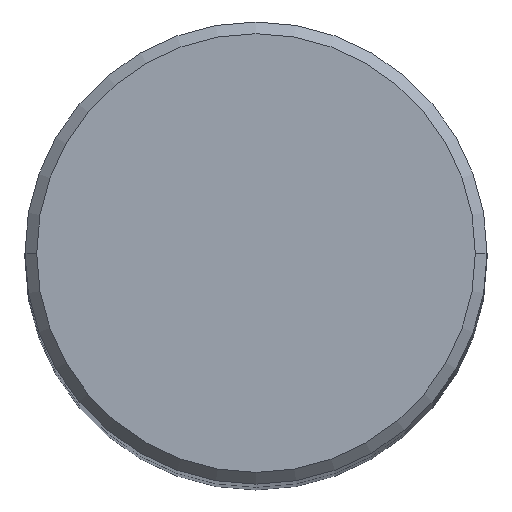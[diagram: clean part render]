
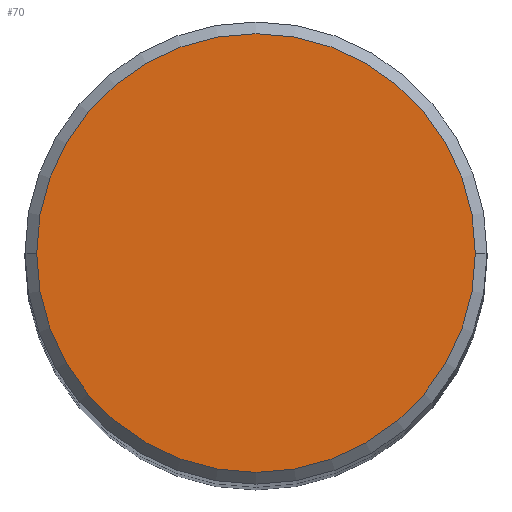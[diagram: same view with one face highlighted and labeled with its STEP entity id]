
A CAD part, top view. The second image highlights one B-rep face of the part: STEP entity #70.
In plain terms, the highlighted planar face has unit normal (0, 0, 1).
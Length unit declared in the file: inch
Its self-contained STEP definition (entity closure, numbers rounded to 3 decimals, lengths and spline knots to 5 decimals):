
#2 = AXIS2_PLACEMENT_3D ( 'NONE', #68, #172, #134 ) ;
#17 = CIRCLE ( 'NONE', #2, 0.3737 ) ;
#29 = FACE_OUTER_BOUND ( 'NONE', #404, .T. ) ;
#36 = CIRCLE ( 'NONE', #370, 0.3737 ) ;
#37 = CARTESIAN_POINT ( 'NONE',  ( 0., 0., 0. ) ) ;
#55 = ORIENTED_EDGE ( 'NONE', *, *, #181, .T. ) ;
#68 = CARTESIAN_POINT ( 'NONE',  ( 0., 0., 0. ) ) ;
#70 = ADVANCED_FACE ( 'NONE', ( #29 ), #333, .F. ) ;
#75 = DIRECTION ( 'NONE',  ( 0., 0., 1. ) ) ;
#134 = DIRECTION ( 'NONE',  ( 1., 0., 0. ) ) ;
#139 = CARTESIAN_POINT ( 'NONE',  ( 0., 0.3737, 0. ) ) ;
#166 = CARTESIAN_POINT ( 'NONE',  ( 0.3737, 0., 0. ) ) ;
#172 = DIRECTION ( 'NONE',  ( 0., 0., 1. ) ) ;
#181 = EDGE_CURVE ( 'NONE', #379, #288, #36, .T. ) ;
#206 = DIRECTION ( 'NONE',  ( 1., 0., 0. ) ) ;
#230 = DIRECTION ( 'NONE',  ( -1., 0., 0. ) ) ;
#231 = CARTESIAN_POINT ( 'NONE',  ( -0.3737, 0., 0. ) ) ;
#252 = ORIENTED_EDGE ( 'NONE', *, *, #409, .T. ) ;
#288 = VERTEX_POINT ( 'NONE', #166 ) ;
#301 = DIRECTION ( 'NONE',  ( 0., 0., -1. ) ) ;
#333 = PLANE ( 'NONE',  #348 ) ;
#348 = AXIS2_PLACEMENT_3D ( 'NONE', #139, #301, #230 ) ;
#370 = AXIS2_PLACEMENT_3D ( 'NONE', #37, #75, #206 ) ;
#379 = VERTEX_POINT ( 'NONE', #231 ) ;
#404 = EDGE_LOOP ( 'NONE', ( #55, #252 ) ) ;
#409 = EDGE_CURVE ( 'NONE', #288, #379, #17, .T. ) ;
